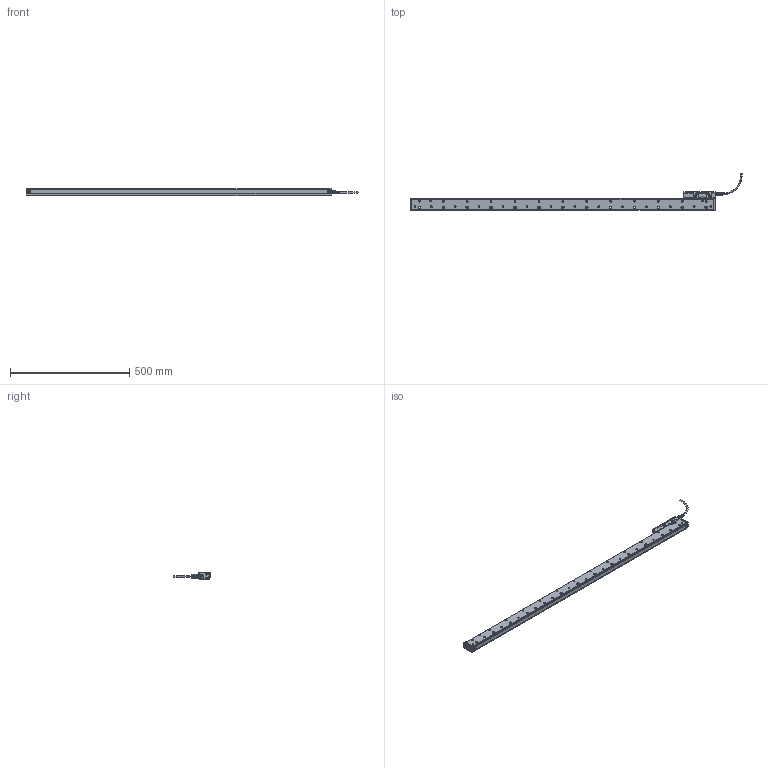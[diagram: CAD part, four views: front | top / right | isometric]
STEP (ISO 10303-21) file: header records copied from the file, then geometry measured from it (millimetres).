
FILE_DESCRIPTION(('CATIA V5 STEP'),'2;1');
FILE_NAME('SR67A-114-L.stp','2013-11-27T01:41:32+00:00',('none'),('none'),'CATIA Version 5 Release 19 SP 6 (IN-10)','CATIA V5 STEP AP214','none');
FILE_SCHEMA(('AUTOMOTIVE_DESIGN { 1 0 10303 214 1 1 1 1 }'));
Products named in the file (1): SR67A-114-L
Bounding box: 1389.4 x 153.8 x 31.5 mm (x, y, z)
Volume: 1703103.9 mm3; surface area: 281097.2 mm2
Topology: 1 solids, 145 shells, 4080 faces, 10860 edges, 7147 vertices
Faces by surface type: plane 1798, cylinder 1618, cone 420, torus 157, sphere 43, bspline 33, extrusion 11
Entity records: 125108 total; most frequent: CARTESIAN_POINT 29647, ORIENTED_EDGE 21528, DIRECTION 15932, EDGE_CURVE 10764, AXIS2_PLACEMENT_3D 7466, VERTEX_POINT 7143, VECTOR 5465, LINE 5454
